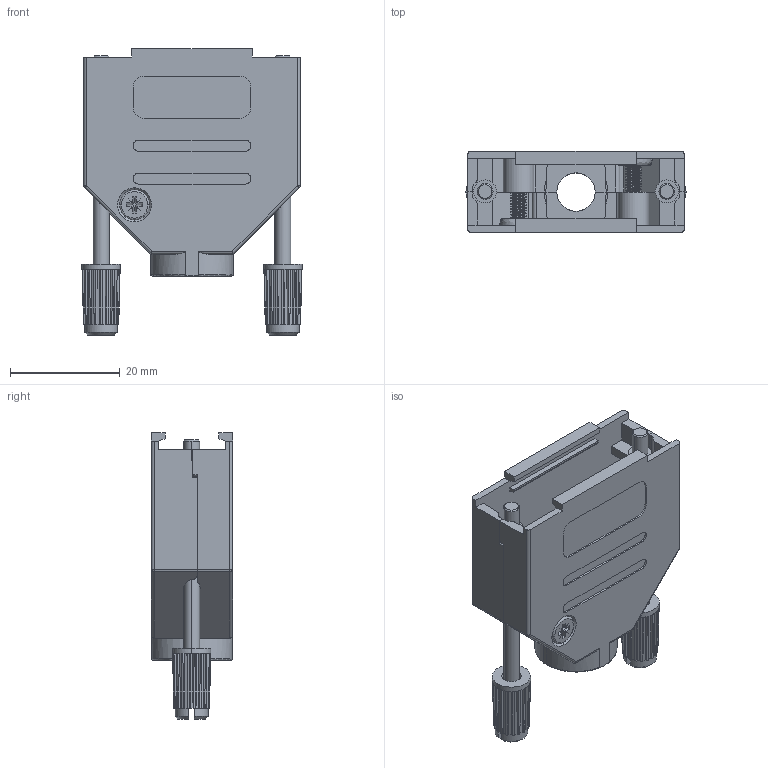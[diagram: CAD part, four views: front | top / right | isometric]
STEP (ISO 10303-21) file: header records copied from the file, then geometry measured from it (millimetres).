
FILE_DESCRIPTION (( 'STEP AP214' ), '1' );
FILE_NAME ('6688-9561-1.STEP', '2022-06-22T08:42:22', ( '' ), ( '' ), 'SwSTEP 2.0', 'SolidWorks 2021', '' );
FILE_SCHEMA (( 'AUTOMOTIVE_DESIGN' ));
Length unit declared in the file: millimetre
Products named in the file (5): 6522-0121-05 (7mm); 6855-0117-02; 6688-9561-1; 6805-0105-02; 6718-0101-01
Assembly tree (8 placements, depth 2):
  6688-9561-1
    6805-0105-02  x2
    6522-0121-05 (7mm)  x2
    6855-0117-02  x2
    6718-0101-01  x2
Bounding box: 40.2 x 14.85 x 52.3 mm (x, y, z)
Volume: 8293.9 mm3; surface area: 12448.1 mm2
Topology: 8 solids, 8 shells, 868 faces, 2288 edges, 1456 vertices
Faces by surface type: plane 506, cylinder 256, cone 68, bspline 20, torus 14, sphere 4
Entity records: 16591 total; most frequent: CARTESIAN_POINT 5990, ORIENTED_EDGE 2280, DIRECTION 2071, EDGE_CURVE 1140, VERTEX_POINT 728, AXIS2_PLACEMENT_3D 691, VECTOR 689, LINE 689
